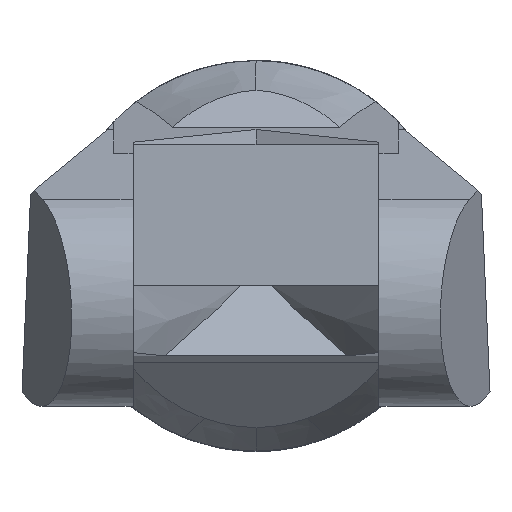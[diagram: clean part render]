
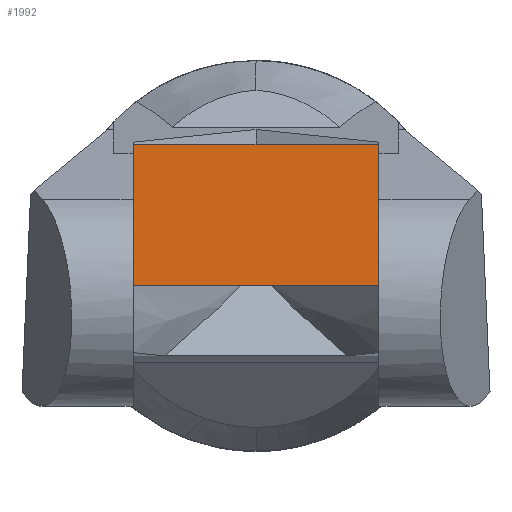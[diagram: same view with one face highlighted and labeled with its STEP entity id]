
A CAD part, top view. The second image highlights one B-rep face of the part: STEP entity #1992.
In plain terms, the highlighted planar face has unit normal (0, 0, 1).
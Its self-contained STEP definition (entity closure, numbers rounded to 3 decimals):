
#238=FACE_OUTER_BOUND('',#346,.T.);
#346=EDGE_LOOP('',(#1549,#1550,#1551,#1552));
#486=LINE('',#3849,#670);
#508=LINE('',#3950,#692);
#509=LINE('',#3952,#693);
#510=LINE('',#3953,#694);
#670=VECTOR('',#2392,10.);
#692=VECTOR('',#2454,10.);
#693=VECTOR('',#2455,10.);
#694=VECTOR('',#2456,10.);
#861=VERTEX_POINT('',#3841);
#864=VERTEX_POINT('',#3847);
#893=VERTEX_POINT('',#3949);
#894=VERTEX_POINT('',#3951);
#1099=EDGE_CURVE('',#864,#861,#486,.T.);
#1136=EDGE_CURVE('',#864,#893,#508,.T.);
#1137=EDGE_CURVE('',#893,#894,#509,.T.);
#1138=EDGE_CURVE('',#861,#894,#510,.T.);
#1549=ORIENTED_EDGE('',*,*,#1136,.T.);
#1550=ORIENTED_EDGE('',*,*,#1137,.T.);
#1551=ORIENTED_EDGE('',*,*,#1138,.F.);
#1552=ORIENTED_EDGE('',*,*,#1099,.F.);
#1900=PLANE('',#2138);
#1992=ADVANCED_FACE('',(#238),#1900,.T.);
#2138=AXIS2_PLACEMENT_3D('',#3948,#2452,#2453);
#2392=DIRECTION('',(0.,1.,0.));
#2452=DIRECTION('center_axis',(0.,0.,
1.));
#2453=DIRECTION('ref_axis',(0.,-1.,0.));
#2454=DIRECTION('',(1.,0.,0.));
#2455=DIRECTION('',(0.,1.,0.));
#2456=DIRECTION('',(1.,0.,0.));
#3841=CARTESIAN_POINT('',(-57.13,74.828,144.74));
#3847=CARTESIAN_POINT('',(-57.13,9.318,144.74));
#3849=CARTESIAN_POINT('',(-57.13,9.318,144.74));
#3948=CARTESIAN_POINT('Origin',(-57.13,73.029,144.74));
#3949=CARTESIAN_POINT('',(57.13,9.318,144.74));
#3950=CARTESIAN_POINT('',(57.13,9.318,144.74));
#3951=CARTESIAN_POINT('',(57.13,74.828,144.74));
#3952=CARTESIAN_POINT('',(57.13,9.318,144.74));
#3953=CARTESIAN_POINT('',(-57.13,74.828,144.74));
